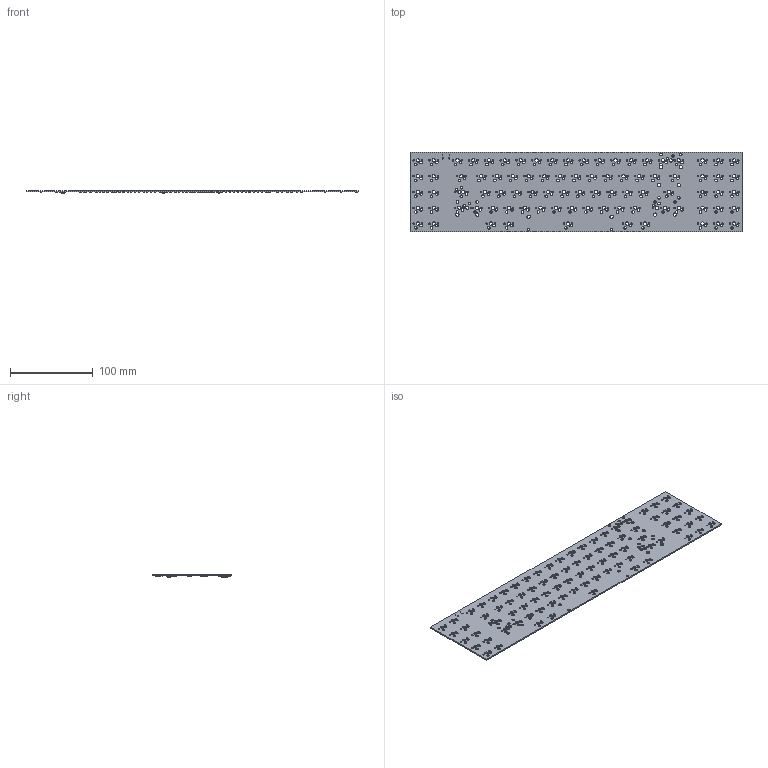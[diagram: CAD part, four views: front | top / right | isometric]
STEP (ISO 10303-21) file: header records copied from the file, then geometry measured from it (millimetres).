
FILE_DESCRIPTION(('KiCad electronic assembly'),'2;1');
FILE_NAME('xt_pcb.step','2025-03-31T05:02:42',('Pcbnew'),('Kicad'), 'Open CASCADE STEP processor 7.8','KiCad to STEP converter','Unknown' );
FILE_SCHEMA(('AUTOMOTIVE_DESIGN { 1 0 10303 214 1 1 1 1 }'));
Length unit declared in the file: millimetre
Products named in the file (20): xt_pcb 1; D_SOD-123; D_SOD_123; R_0402_1005Metric; SOT-223; SOT_223; C_0402_1005Metric; TQFP-44_10x10mm_P0.8mm; TQFP_44_10x10mm_P08mm; SOIC-8_3.9x4.9mm_P1.27mm; SOIC_8_39x49mm_P127mm; Crystal_SMD_3225-4Pin_3.2x2.5mm; C_0603_1608Metric; SW_SPST_TL3342; xt_pcb_PCB
Assembly tree (114 placements, depth 3):
  xt_pcb 1
    D_SOD-123  x86
      D_SOD_123
    R_0402_1005Metric  x5
      R_0402_1005Metric
    SOT-223
      SOT_223
    C_0402_1005Metric  x6
      C_0402_1005Metric
    TQFP-44_10x10mm_P0.8mm
      TQFP_44_10x10mm_P08mm
    SOIC-8_3.9x4.9mm_P1.27mm
      SOIC_8_39x49mm_P127mm
    Crystal_SMD_3225-4Pin_3.2x2.5mm
      Crystal_SMD_3225-4Pin_3.2x2.5mm
    C_0603_1608Metric  x2
      C_0603_1608Metric
    SW_SPST_TL3342
      SW_SPST_TL3342
    xt_pcb_PCB
Bounding box: 400.05 x 95.25 x 3.4 mm (x, y, z)
Volume: 56678.2 mm3; surface area: 80497.1 mm2
Topology: 105 solids, 106 shells, 7779 faces, 18925 edges, 11471 vertices
Faces by surface type: plane 3813, bspline 2376, cylinder 1589, torus 1
Full cylindrical faces by diameter (mm): 0.5 x1, 0.6 x1, 0.65 x2, 1.75 x168, 2 x1, 3.048 x10, 3.05 x178, 3.988 x8, 4 x90
Entity records: 72495 total; most frequent: CARTESIAN_POINT 14012, ORIENTED_EDGE 9922, DIRECTION 9911, EDGE_CURVE 4961, AXIS2_PLACEMENT_3D 3373, VERTEX_POINT 3187, LINE 3165, VECTOR 3165
